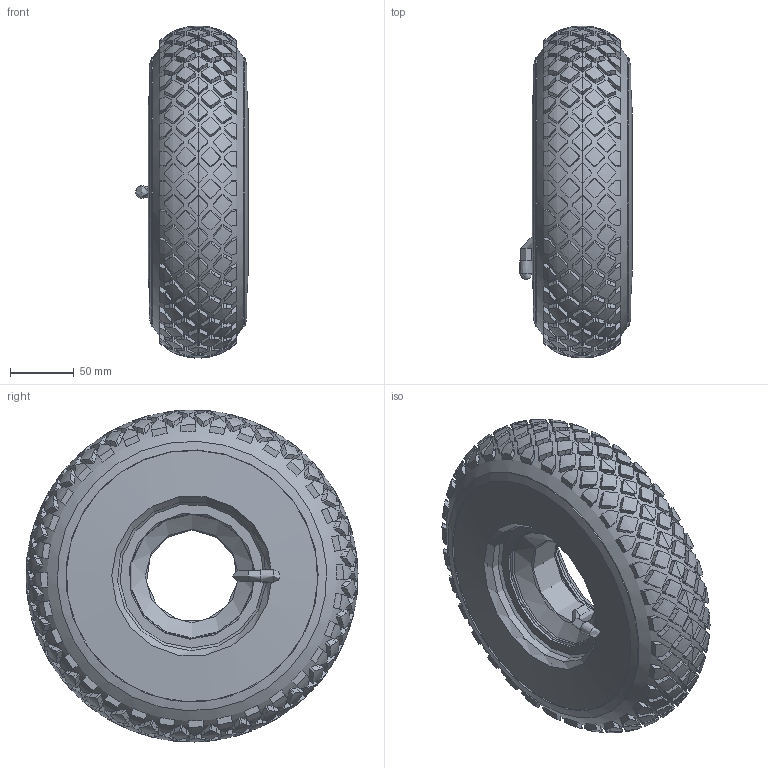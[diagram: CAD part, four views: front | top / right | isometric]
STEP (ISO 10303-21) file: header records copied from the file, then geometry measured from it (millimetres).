
FILE_DESCRIPTION (( 'STEP AP214' ), '1' );
FILE_NAME ('0023822_DS2-260-085-VS1.step', '2018-05-28T09:28:28', ( '' ), ( '' ), 'SwSTEP 2.0', 'SolidWorks 2018', '' );
FILE_SCHEMA (( 'AUTOMOTIVE_DESIGN' ));
Length unit declared in the file: millimetre
Products named in the file (5): 0023822_DS2-260-085-VS1; 0023677_S-260-085-VS1_Ventil_MODEL; 0023677_S-260-085-VS1; 0023677_S-260-085-VS1_Schlauch_MODEL; 0015587_D2-260-085_MODEL
Assembly tree (4 placements, depth 3):
  0023822_DS2-260-085-VS1
    0023677_S-260-085-VS1
      0023677_S-260-085-VS1_Schlauch_MODEL
      0023677_S-260-085-VS1_Ventil_MODEL
    0015587_D2-260-085_MODEL
Bounding box: 88.06 x 259.94 x 259.94 mm (x, y, z)
Volume: 1811884 mm3; surface area: 544660.8 mm2
Topology: 4 solids, 5 shells, 2515 faces, 6778 edges, 4459 vertices
Faces by surface type: bspline 1984, torus 295, plane 202, cone 17, cylinder 16, sphere 1
Full cylindrical faces by diameter (mm): 8.2 x2, 9.7 x1, 72 x1, 76 x1, 98 x2, 99.024 x2, 117.024 x2, 121 x2, 121.024 x2, 125 x1
Entity records: 122879 total; most frequent: CARTESIAN_POINT 77943, ORIENTED_EDGE 13344, EDGE_CURVE 6672, B_SPLINE_CURVE_WITH_KNOTS 6144, VERTEX_POINT 4432, EDGE_LOOP 2788, FACE_OUTER_BOUND 2570, ADVANCED_FACE 2515
